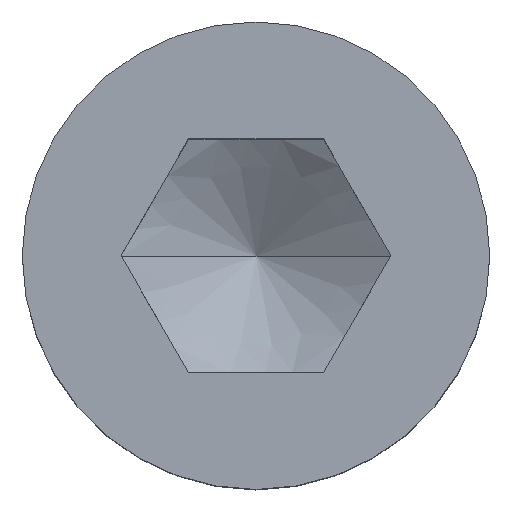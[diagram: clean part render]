
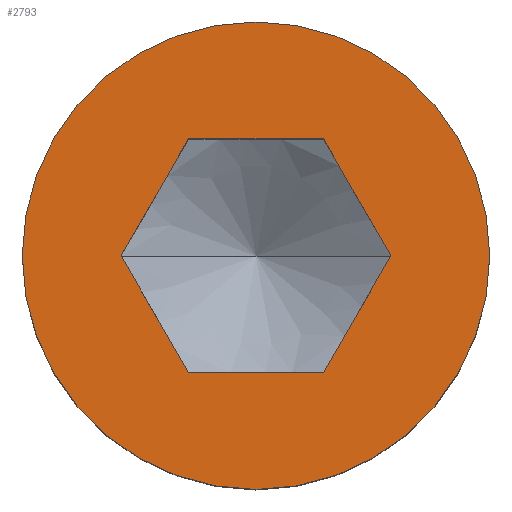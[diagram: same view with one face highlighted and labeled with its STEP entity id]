
A CAD part, top view. The second image highlights one B-rep face of the part: STEP entity #2793.
In plain terms, the highlighted planar face has unit normal (0, 0, 1).
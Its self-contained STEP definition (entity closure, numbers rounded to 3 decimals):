
#1477=EDGE_CURVE('',#2403,#2679,#4259,.T.);
#1561=EDGE_CURVE('',#1923,#3441,#4347,.T.);
#1691=EDGE_CURVE('',#3441,#2137,#4495,.T.);
#1731=VERTEX_POINT('',#4541);
#1923=VERTEX_POINT('',#4756);
#1965=EDGE_CURVE('',#2137,#2403,#4801,.T.);
#2043=EDGE_CURVE('',#3973,#1923,#4891,.T.);
#2097=VERTEX_POINT('',#4953);
#2137=VERTEX_POINT('',#4997);
#2403=VERTEX_POINT('',#5293);
#2679=VERTEX_POINT('',#5599);
#2719=EDGE_CURVE('',#2679,#3973,#5641,.T.);
#2793=ADVANCED_FACE('',(#5722,#5723),#5724,.T.);
#2849=EDGE_CURVE('',#2097,#1731,#5786,.T.);
#3441=VERTEX_POINT('',#6453);
#3973=VERTEX_POINT('',#7044);
#4133=EDGE_CURVE('',#1731,#2097,#7224,.T.);
#4259=LINE('',#7370,#7371);
#4347=LINE('',#7498,#7499);
#4495=LINE('',#7697,#7698);
#4541=CARTESIAN_POINT('',(-19.0,0.0,24.0));
#4756=CARTESIAN_POINT('',(10.97,0.0,24.0));
#4801=LINE('',#8152,#8153);
#4891=LINE('',#8285,#8286);
#4953=CARTESIAN_POINT('',(19.0,0.,24.0));
#4997=CARTESIAN_POINT('',(-5.485,-9.5,24.0));
#5293=CARTESIAN_POINT('',(-10.97,0.0,24.0));
#5599=CARTESIAN_POINT('',(-5.485,9.5,24.0));
#5641=LINE('',#9323,#9324);
#5722=FACE_OUTER_BOUND('',#9446,.T.);
#5723=FACE_BOUND('',#9447,.T.);
#5724=PLANE('',#9448);
#5786=CIRCLE('',#9537,19.0);
#6453=CARTESIAN_POINT('',(5.485,-9.5,24.0));
#7044=CARTESIAN_POINT('',(5.485,9.5,24.0));
#7224=CIRCLE('',#11619,19.0);
#7370=CARTESIAN_POINT('',(-6.856,7.125,24.0));
#7371=VECTOR('',#11769,1.0);
#7498=CARTESIAN_POINT('',(6.856,-7.125,24.0));
#7499=VECTOR('',#11825,1.0);
#7697=CARTESIAN_POINT('',(-2.742,-9.5,24.0));
#7698=VECTOR('',#12013,1.0);
#8152=CARTESIAN_POINT('',(-9.598,-2.375,24.0));
#8153=VECTOR('',#12359,1.0);
#8285=CARTESIAN_POINT('',(9.598,2.375,24.0));
#8286=VECTOR('',#12517,1.0);
#9323=CARTESIAN_POINT('',(2.742,9.5,24.0));
#9324=VECTOR('',#13349,1.0);
#9446=EDGE_LOOP('',(#13430,#13431));
#9447=EDGE_LOOP('',(#13432,#13433,#13434,#13435,#13436,#13437));
#9448=AXIS2_PLACEMENT_3D('',#13438,#13439,#13440);
#9537=AXIS2_PLACEMENT_3D('',#13507,#13508,#13509);
#11619=AXIS2_PLACEMENT_3D('',#15151,#15152,#15153);
#11769=DIRECTION('',(0.5,0.866,0.0));
#11825=DIRECTION('',(-0.5,-0.866,0.0));
#12013=DIRECTION('',(-1.0,0.0,0.0));
#12359=DIRECTION('',(-0.5,0.866,0.0));
#12517=DIRECTION('',(0.5,-0.866,0.0));
#13349=DIRECTION('',(1.0,0.0,0.0));
#13430=ORIENTED_EDGE('',*,*,#4133,.T.);
#13431=ORIENTED_EDGE('',*,*,#2849,.T.);
#13432=ORIENTED_EDGE('',*,*,#1965,.T.);
#13433=ORIENTED_EDGE('',*,*,#1477,.T.);
#13434=ORIENTED_EDGE('',*,*,#2719,.T.);
#13435=ORIENTED_EDGE('',*,*,#2043,.T.);
#13436=ORIENTED_EDGE('',*,*,#1561,.T.);
#13437=ORIENTED_EDGE('',*,*,#1691,.T.);
#13438=CARTESIAN_POINT('',(-14.486,0.,24.0));
#13439=DIRECTION('',(0.0,0.0,1.0));
#13440=DIRECTION('',(-1.0,0.,0.0));
#13507=CARTESIAN_POINT('',(0.0,0.0,24.0));
#13508=DIRECTION('',(0.0,0.0,1.0));
#13509=DIRECTION('',(1.0,0.0,0.0));
#15151=CARTESIAN_POINT('',(0.0,0.0,24.0));
#15152=DIRECTION('',(0.0,0.0,1.0));
#15153=DIRECTION('',(1.0,0.0,0.0));
